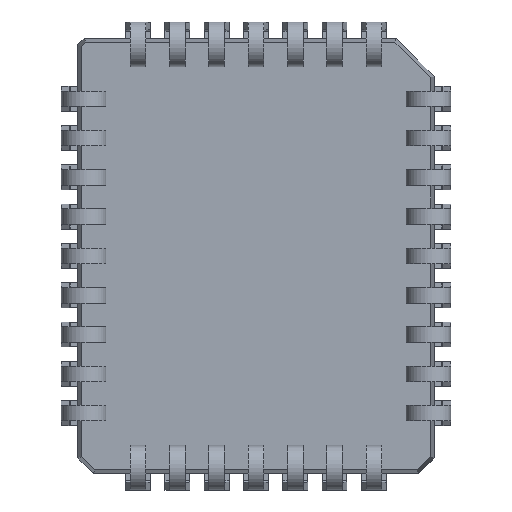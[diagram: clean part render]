
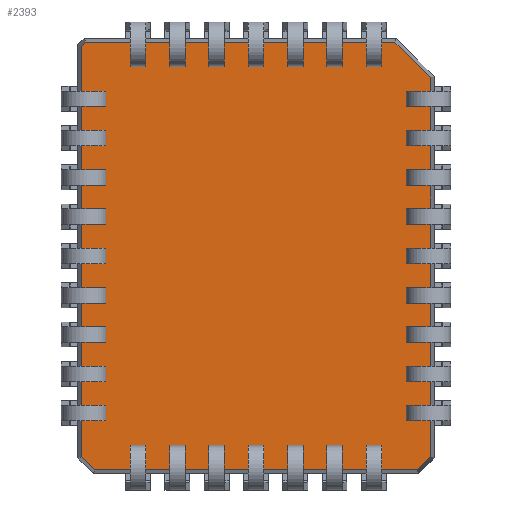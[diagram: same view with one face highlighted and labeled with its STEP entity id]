
A CAD part, front view. The second image highlights one B-rep face of the part: STEP entity #2393.
In plain terms, the highlighted planar face has unit normal (0, -1, 0).
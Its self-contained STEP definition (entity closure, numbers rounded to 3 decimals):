
#806 = VERTEX_POINT('',#807);
#807 = CARTESIAN_POINT('',(4.489,-2.2,6.913));
#815 = VERTEX_POINT('',#816);
#816 = CARTESIAN_POINT('',(-5.509,-2.2,6.913));
#822 = EDGE_CURVE('',#806,#815,#823,.T.);
#823 = LINE('',#824,#825);
#824 = CARTESIAN_POINT('',(-5.255,-2.2,6.913));
#825 = VECTOR('',#826,1.);
#826 = DIRECTION('',(-1.,0.,0.));
#2019 = EDGE_CURVE('',#815,#2020,#2022,.T.);
#2020 = VERTEX_POINT('',#2021);
#2021 = CARTESIAN_POINT('',(-5.643,-2.2,6.779));
#2022 = LINE('',#2023,#2024);
#2023 = CARTESIAN_POINT('',(-10.894,-2.2,1.529));
#2024 = VECTOR('',#2025,1.);
#2025 = DIRECTION('',(-0.707,0.,-0.707));
#2373 = EDGE_CURVE('',#2374,#806,#2376,.T.);
#2374 = VERTEX_POINT('',#2375);
#2375 = CARTESIAN_POINT('',(5.643,-2.2,5.759));
#2376 = LINE('',#2377,#2378);
#2377 = CARTESIAN_POINT('',(5.384,-2.2,6.019));
#2378 = VECTOR('',#2379,1.);
#2379 = DIRECTION('',(-0.707,0.,0.707));
#2393 = ADVANCED_FACE('',(#2394),#2437,.F.);
#2394 = FACE_BOUND('',#2395,.F.);
#2395 = EDGE_LOOP('',(#2396,#2397,#2398,#2399,#2407,#2415,#2423,#2431));
#2396 = ORIENTED_EDGE('',*,*,#2019,.F.);
#2397 = ORIENTED_EDGE('',*,*,#822,.F.);
#2398 = ORIENTED_EDGE('',*,*,#2373,.F.);
#2399 = ORIENTED_EDGE('',*,*,#2400,.F.);
#2400 = EDGE_CURVE('',#2401,#2374,#2403,.T.);
#2401 = VERTEX_POINT('',#2402);
#2402 = CARTESIAN_POINT('',(5.643,-2.2,-6.479));
#2403 = LINE('',#2404,#2405);
#2404 = CARTESIAN_POINT('',(5.643,-2.2,-5.18));
#2405 = VECTOR('',#2406,1.);
#2406 = DIRECTION('',(0.,0.,1.));
#2407 = ORIENTED_EDGE('',*,*,#2408,.F.);
#2408 = EDGE_CURVE('',#2409,#2401,#2411,.T.);
#2409 = VERTEX_POINT('',#2410);
#2410 = CARTESIAN_POINT('',(5.209,-2.2,-6.913));
#2411 = LINE('',#2412,#2413);
#2412 = CARTESIAN_POINT('',(0.744,-2.2,-11.379));
#2413 = VECTOR('',#2414,1.);
#2414 = DIRECTION('',(0.707,0.,0.707));
#2415 = ORIENTED_EDGE('',*,*,#2416,.F.);
#2416 = EDGE_CURVE('',#2417,#2409,#2419,.T.);
#2417 = VERTEX_POINT('',#2418);
#2418 = CARTESIAN_POINT('',(-5.209,-2.2,-6.913));
#2419 = LINE('',#2420,#2421);
#2420 = CARTESIAN_POINT('',(-5.,-2.2,-6.913));
#2421 = VECTOR('',#2422,1.);
#2422 = DIRECTION('',(1.,0.,0.));
#2423 = ORIENTED_EDGE('',*,*,#2424,.F.);
#2424 = EDGE_CURVE('',#2425,#2417,#2427,.T.);
#2425 = VERTEX_POINT('',#2426);
#2426 = CARTESIAN_POINT('',(-5.643,-2.2,-6.479));
#2427 = LINE('',#2428,#2429);
#2428 = CARTESIAN_POINT('',(-5.744,-2.2,-6.379));
#2429 = VECTOR('',#2430,1.);
#2430 = DIRECTION('',(0.707,0.,-0.707));
#2431 = ORIENTED_EDGE('',*,*,#2432,.F.);
#2432 = EDGE_CURVE('',#2020,#2425,#2433,.T.);
#2433 = LINE('',#2434,#2435);
#2434 = CARTESIAN_POINT('',(-5.643,-2.2,-4.925));
#2435 = VECTOR('',#2436,1.);
#2436 = DIRECTION('',(0.,0.,-1.));
#2437 = PLANE('',#2438);
#2438 = AXIS2_PLACEMENT_3D('',#2439,#2440,#2441);
#2439 = CARTESIAN_POINT('',(-10.,-2.2,-10.));
#2440 = DIRECTION('',(0.,1.,0.));
#2441 = DIRECTION('',(0.,0.,1.));
